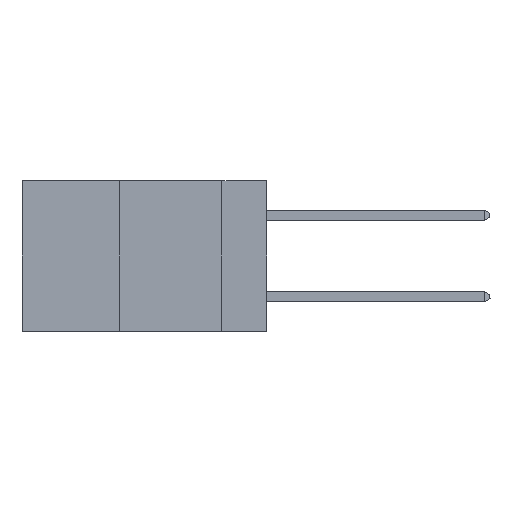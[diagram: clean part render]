
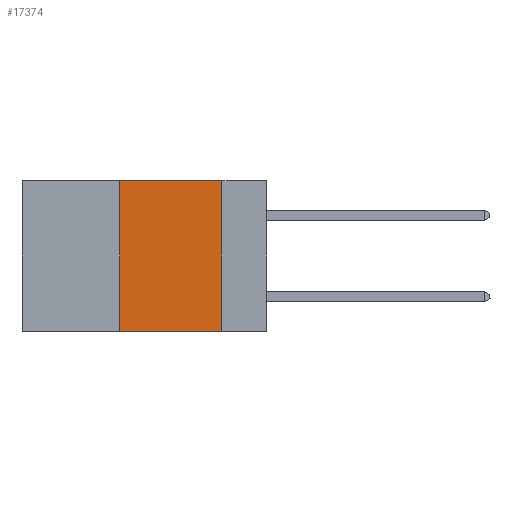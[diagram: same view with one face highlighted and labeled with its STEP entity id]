
A CAD part, left-side view. The second image highlights one B-rep face of the part: STEP entity #17374.
In plain terms, the highlighted planar face has unit normal (-1, 0, 0).
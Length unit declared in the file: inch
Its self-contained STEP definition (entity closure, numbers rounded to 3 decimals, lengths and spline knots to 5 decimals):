
#327 = VERTEX_POINT ( 'NONE', #17998 ) ;
#1307 = AXIS2_PLACEMENT_3D ( 'NONE', #17399, #17471, #7423 ) ;
#2031 = ORIENTED_EDGE ( 'NONE', *, *, #5845, .F. ) ;
#2057 = VECTOR ( 'NONE', #9591, 39.37008 ) ;
#2115 = DIRECTION ( 'NONE',  ( 0., 0., -1. ) ) ;
#2172 = ORIENTED_EDGE ( 'NONE', *, *, #19756, .T. ) ;
#2304 = ORIENTED_EDGE ( 'NONE', *, *, #17954, .F. ) ;
#2769 = ORIENTED_EDGE ( 'NONE', *, *, #8175, .F. ) ;
#5683 = PLANE ( 'NONE',  #1307 ) ;
#5845 = EDGE_CURVE ( 'NONE', #13960, #327, #11881, .T. ) ;
#6358 = DIRECTION ( 'NONE',  ( 0., 0., 1. ) ) ;
#6402 = CARTESIAN_POINT ( 'NONE',  ( 0., 0.36, -0.37 ) ) ;
#6503 = VERTEX_POINT ( 'NONE', #11512 ) ;
#6766 = VECTOR ( 'NONE', #6358, 39.37008 ) ;
#7423 = DIRECTION ( 'NONE',  ( 0., 0., -1. ) ) ;
#8172 = VECTOR ( 'NONE', #14013, 39.37008 ) ;
#8175 = EDGE_CURVE ( 'NONE', #18189, #6503, #9963, .T. ) ;
#9406 = VECTOR ( 'NONE', #2115, 39.37008 ) ;
#9591 = DIRECTION ( 'NONE',  ( 0., -1., 0. ) ) ;
#9795 = CARTESIAN_POINT ( 'NONE',  ( 0., 0.36, 0. ) ) ;
#9963 = LINE ( 'NONE', #20624, #9406 ) ;
#10655 = CARTESIAN_POINT ( 'NONE',  ( 0., 0.6, 0. ) ) ;
#11512 = CARTESIAN_POINT ( 'NONE',  ( 0., 0.11, -0.37 ) ) ;
#11881 = LINE ( 'NONE', #9795, #6766 ) ;
#13960 = VERTEX_POINT ( 'NONE', #6402 ) ;
#14013 = DIRECTION ( 'NONE',  ( 0., -1., 0. ) ) ;
#14582 = CARTESIAN_POINT ( 'NONE',  ( 0., 0.11, 0. ) ) ;
#15668 = EDGE_LOOP ( 'NONE', ( #2769, #2304, #2031, #2172 ) ) ;
#15752 = LINE ( 'NONE', #16242, #2057 ) ;
#16242 = CARTESIAN_POINT ( 'NONE',  ( 0., 0.6, -0.37 ) ) ;
#16373 = FACE_OUTER_BOUND ( 'NONE', #15668, .T. ) ;
#17374 = ADVANCED_FACE ( 'NONE', ( #16373 ), #5683, .F. ) ;
#17399 = CARTESIAN_POINT ( 'NONE',  ( 0., 0.6, 0. ) ) ;
#17471 = DIRECTION ( 'NONE',  ( 1., 0., 0. ) ) ;
#17576 = LINE ( 'NONE', #10655, #8172 ) ;
#17954 = EDGE_CURVE ( 'NONE', #327, #18189, #17576, .T. ) ;
#17998 = CARTESIAN_POINT ( 'NONE',  ( 0., 0.36, 0. ) ) ;
#18189 = VERTEX_POINT ( 'NONE', #14582 ) ;
#19756 = EDGE_CURVE ( 'NONE', #13960, #6503, #15752, .T. ) ;
#20624 = CARTESIAN_POINT ( 'NONE',  ( 0., 0.11, 0. ) ) ;
